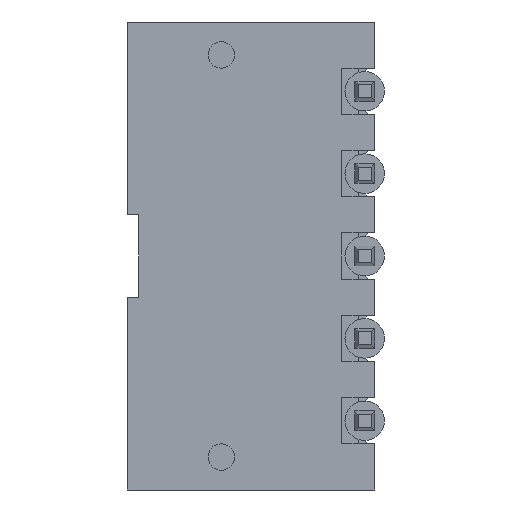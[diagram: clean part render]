
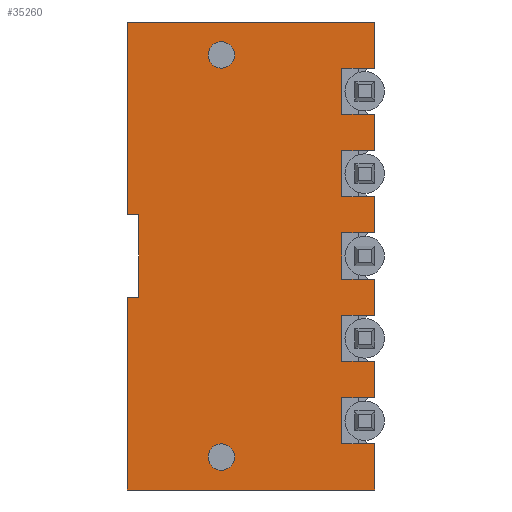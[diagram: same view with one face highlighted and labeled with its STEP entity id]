
A CAD part, front view. The second image highlights one B-rep face of the part: STEP entity #35260.
In plain terms, the highlighted planar face has unit normal (0, -1, 0).
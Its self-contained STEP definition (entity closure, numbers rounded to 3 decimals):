
#120=CARTESIAN_POINT('',(4.461,-17.222,4.75));
#130=VERTEX_POINT('',#120);
#280=CARTESIAN_POINT('',(3.461,-17.222,4.75));
#290=VERTEX_POINT('',#280);
#320=CARTESIAN_POINT('',(-3.039,-17.222,4.75));
#330=DIRECTION('',(1.,0.,0.));
#340=VECTOR('',#330,1.);
#350=LINE('',#320,#340);
#360=EDGE_CURVE('',#290,#130,#350,.T.);
#1000=CARTESIAN_POINT('',(4.461,-17.222,0.466));
#1010=DIRECTION('',(0.,0.,-1.));
#1020=VECTOR('',#1010,1.);
#1030=LINE('',#1000,#1020);
#1040=CARTESIAN_POINT('',(4.461,-17.222,6.15));
#1050=VERTEX_POINT('',#1040);
#1060=EDGE_CURVE('',#1050,#130,#1030,.T.);
#6800=CARTESIAN_POINT('',(3.461,-17.222,-6.65));
#6810=VERTEX_POINT('',#6800);
#6840=CARTESIAN_POINT('',(3.461,-17.222,-7.034));
#6850=DIRECTION('',(0.,0.,1.));
#6860=VECTOR('',#6850,1.);
#6870=LINE('',#6840,#6860);
#6880=CARTESIAN_POINT('',(3.461,-17.222,-5.25));
#6890=VERTEX_POINT('',#6880);
#6900=EDGE_CURVE('',#6810,#6890,#6870,.T.);
#7120=CARTESIAN_POINT('',(3.461,-17.222,-4.15));
#7130=VERTEX_POINT('',#7120);
#7160=CARTESIAN_POINT('',(3.461,-17.222,-4.534));
#7170=DIRECTION('',(0.,0.,1.));
#7180=VECTOR('',#7170,1.);
#7190=LINE('',#7160,#7180);
#7200=CARTESIAN_POINT('',(3.461,-17.222,-2.75));
#7210=VERTEX_POINT('',#7200);
#7220=EDGE_CURVE('',#7130,#7210,#7190,.T.);
#7440=CARTESIAN_POINT('',(3.461,-17.222,-1.65));
#7450=VERTEX_POINT('',#7440);
#7480=CARTESIAN_POINT('',(3.461,-17.222,-2.034));
#7490=DIRECTION('',(0.,0.,1.));
#7500=VECTOR('',#7490,1.);
#7510=LINE('',#7480,#7500);
#7520=CARTESIAN_POINT('',(3.461,-17.222,-0.25));
#7530=VERTEX_POINT('',#7520);
#7540=EDGE_CURVE('',#7450,#7530,#7510,.T.);
#7760=CARTESIAN_POINT('',(3.461,-17.222,0.85));
#7770=VERTEX_POINT('',#7760);
#7800=CARTESIAN_POINT('',(3.461,-17.222,0.466));
#7810=DIRECTION('',(0.,0.,1.));
#7820=VECTOR('',#7810,1.);
#7830=LINE('',#7800,#7820);
#7840=CARTESIAN_POINT('',(3.461,-17.222,2.25));
#7850=VERTEX_POINT('',#7840);
#7860=EDGE_CURVE('',#7770,#7850,#7830,.T.);
#8080=CARTESIAN_POINT('',(3.461,-17.222,3.35));
#8090=VERTEX_POINT('',#8080);
#8120=CARTESIAN_POINT('',(3.461,-17.222,0.466));
#8130=DIRECTION('',(0.,0.,1.));
#8140=VECTOR('',#8130,1.);
#8150=LINE('',#8120,#8140);
#8160=EDGE_CURVE('',#8090,#290,#8150,.T.);
#13900=CARTESIAN_POINT('',(-3.039,-17.222,6.15));
#13910=VERTEX_POINT('',#13900);
#14150=CARTESIAN_POINT('',(-3.039,-17.222,6.15));
#14160=DIRECTION('',(1.,0.,0.));
#14170=VECTOR('',#14160,1.);
#14180=LINE('',#14150,#14170);
#14190=EDGE_CURVE('',#13910,#1050,#14180,.T.);
#17200=CARTESIAN_POINT('',(-3.039,-17.222,0.466));
#17210=DIRECTION('',(0.,0.,1.));
#17220=VECTOR('',#17210,1.);
#17230=LINE('',#17200,#17220);
#17240=CARTESIAN_POINT('',(-3.039,-17.222,0.3));
#17250=VERTEX_POINT('',#17240);
#17260=EDGE_CURVE('',#17250,#13910,#17230,.T.);
#33380=CARTESIAN_POINT('',(-1.148,-17.222,
-12.087));
#33390=DIRECTION('',(0.,-1.,0.));
#33400=DIRECTION('',(1.,0.,0.));
#33410=AXIS2_PLACEMENT_3D('',#33380,#33390,#33400);
#33420=PLANE('',#33410);
#33430=CARTESIAN_POINT('',(-0.189,-17.222,5.15));
#33440=DIRECTION('',(0.,-1.,0.));
#33450=DIRECTION('',(0.,0.,1.));
#33460=AXIS2_PLACEMENT_3D('',#33430,#33440,#33450);
#33470=CIRCLE('',#33460,0.4);
#33480=CARTESIAN_POINT('',(-0.189,-17.222,5.55));
#33490=VERTEX_POINT('',#33480);
#33500=CARTESIAN_POINT('',(-0.189,-17.222,4.75));
#33510=VERTEX_POINT('',#33500);
#33520=EDGE_CURVE('',#33490,#33510,#33470,.T.);
#33530=ORIENTED_EDGE('',*,*,#33520,.F.);
#33540=EDGE_CURVE('',#33510,#33490,#33470,.T.);
#33550=ORIENTED_EDGE('',*,*,#33540,.F.);
#33560=EDGE_LOOP('',(#33550,#33530));
#33570=FACE_BOUND('',#33560,.T.);
#33580=CARTESIAN_POINT('',(-0.189,-17.222,-7.05));
#33590=DIRECTION('',(0.,-1.,0.));
#33600=DIRECTION('',(0.,0.,1.));
#33610=AXIS2_PLACEMENT_3D('',#33580,#33590,#33600);
#33620=CIRCLE('',#33610,0.4);
#33630=CARTESIAN_POINT('',(-0.189,-17.222,-6.65));
#33640=VERTEX_POINT('',#33630);
#33650=CARTESIAN_POINT('',(-0.189,-17.222,-7.45));
#33660=VERTEX_POINT('',#33650);
#33670=EDGE_CURVE('',#33640,#33660,#33620,.T.);
#33680=ORIENTED_EDGE('',*,*,#33670,.F.);
#33690=EDGE_CURVE('',#33660,#33640,#33620,.T.);
#33700=ORIENTED_EDGE('',*,*,#33690,.F.);
#33710=EDGE_LOOP('',(#33700,#33680));
#33720=FACE_BOUND('',#33710,.T.);
#33730=ORIENTED_EDGE('',*,*,#17260,.F.);
#33740=ORIENTED_EDGE('',*,*,#14190,.F.);
#33750=ORIENTED_EDGE('',*,*,#1060,.F.);
#33760=ORIENTED_EDGE('',*,*,#360,.T.);
#33770=ORIENTED_EDGE('',*,*,#8160,.T.);
#33780=CARTESIAN_POINT('',(-3.039,-17.222,3.35));
#33790=DIRECTION('',(-1.,0.,0.));
#33800=VECTOR('',#33790,1.);
#33810=LINE('',#33780,#33800);
#33820=CARTESIAN_POINT('',(4.461,-17.222,3.35));
#33830=VERTEX_POINT('',#33820);
#33840=EDGE_CURVE('',#33830,#8090,#33810,.T.);
#33850=ORIENTED_EDGE('',*,*,#33840,.T.);
#33860=CARTESIAN_POINT('',(4.461,-17.222,0.466));
#33870=DIRECTION('',(0.,0.,-1.));
#33880=VECTOR('',#33870,1.);
#33890=LINE('',#33860,#33880);
#33900=CARTESIAN_POINT('',(4.461,-17.222,2.25));
#33910=VERTEX_POINT('',#33900);
#33920=EDGE_CURVE('',#33830,#33910,#33890,.T.);
#33930=ORIENTED_EDGE('',*,*,#33920,.F.);
#33940=CARTESIAN_POINT('',(-3.039,-17.222,2.25));
#33950=DIRECTION('',(1.,0.,0.));
#33960=VECTOR('',#33950,1.);
#33970=LINE('',#33940,#33960);
#33980=EDGE_CURVE('',#7850,#33910,#33970,.T.);
#33990=ORIENTED_EDGE('',*,*,#33980,.T.);
#34000=ORIENTED_EDGE('',*,*,#7860,.T.);
#34010=CARTESIAN_POINT('',(-3.039,-17.222,0.85));
#34020=DIRECTION('',(-1.,0.,0.));
#34030=VECTOR('',#34020,1.);
#34040=LINE('',#34010,#34030);
#34050=CARTESIAN_POINT('',(4.461,-17.222,0.85));
#34060=VERTEX_POINT('',#34050);
#34070=EDGE_CURVE('',#34060,#7770,#34040,.T.);
#34080=ORIENTED_EDGE('',*,*,#34070,.T.);
#34090=CARTESIAN_POINT('',(4.461,-17.222,-2.034));
#34100=DIRECTION('',(0.,0.,-1.));
#34110=VECTOR('',#34100,1.);
#34120=LINE('',#34090,#34110);
#34130=CARTESIAN_POINT('',(4.461,-17.222,-0.25));
#34140=VERTEX_POINT('',#34130);
#34150=EDGE_CURVE('',#34060,#34140,#34120,.T.);
#34160=ORIENTED_EDGE('',*,*,#34150,.F.);
#34170=CARTESIAN_POINT('',(-3.039,-17.222,-0.25));
#34180=DIRECTION('',(1.,0.,0.));
#34190=VECTOR('',#34180,1.);
#34200=LINE('',#34170,#34190);
#34210=EDGE_CURVE('',#7530,#34140,#34200,.T.);
#34220=ORIENTED_EDGE('',*,*,#34210,.T.);
#34230=ORIENTED_EDGE('',*,*,#7540,.T.);
#34240=CARTESIAN_POINT('',(-3.039,-17.222,-1.65));
#34250=DIRECTION('',(-1.,0.,0.));
#34260=VECTOR('',#34250,1.);
#34270=LINE('',#34240,#34260);
#34280=CARTESIAN_POINT('',(4.461,-17.222,-1.65));
#34290=VERTEX_POINT('',#34280);
#34300=EDGE_CURVE('',#34290,#7450,#34270,.T.);
#34310=ORIENTED_EDGE('',*,*,#34300,.T.);
#34320=CARTESIAN_POINT('',(4.461,-17.222,-4.534));
#34330=DIRECTION('',(0.,0.,-1.));
#34340=VECTOR('',#34330,1.);
#34350=LINE('',#34320,#34340);
#34360=CARTESIAN_POINT('',(4.461,-17.222,-2.75));
#34370=VERTEX_POINT('',#34360);
#34380=EDGE_CURVE('',#34290,#34370,#34350,.T.);
#34390=ORIENTED_EDGE('',*,*,#34380,.F.);
#34400=CARTESIAN_POINT('',(-3.039,-17.222,-2.75));
#34410=DIRECTION('',(1.,0.,0.));
#34420=VECTOR('',#34410,1.);
#34430=LINE('',#34400,#34420);
#34440=EDGE_CURVE('',#7210,#34370,#34430,.T.);
#34450=ORIENTED_EDGE('',*,*,#34440,.T.);
#34460=ORIENTED_EDGE('',*,*,#7220,.T.);
#34470=CARTESIAN_POINT('',(-3.039,-17.222,-4.15));
#34480=DIRECTION('',(-1.,0.,0.));
#34490=VECTOR('',#34480,1.);
#34500=LINE('',#34470,#34490);
#34510=CARTESIAN_POINT('',(4.461,-17.222,-4.15));
#34520=VERTEX_POINT('',#34510);
#34530=EDGE_CURVE('',#34520,#7130,#34500,.T.);
#34540=ORIENTED_EDGE('',*,*,#34530,.T.);
#34550=CARTESIAN_POINT('',(4.461,-17.222,-7.034));
#34560=DIRECTION('',(0.,0.,-1.));
#34570=VECTOR('',#34560,1.);
#34580=LINE('',#34550,#34570);
#34590=CARTESIAN_POINT('',(4.461,-17.222,-5.25));
#34600=VERTEX_POINT('',#34590);
#34610=EDGE_CURVE('',#34520,#34600,#34580,.T.);
#34620=ORIENTED_EDGE('',*,*,#34610,.F.);
#34630=CARTESIAN_POINT('',(-3.039,-17.222,-5.25));
#34640=DIRECTION('',(1.,0.,0.));
#34650=VECTOR('',#34640,1.);
#34660=LINE('',#34630,#34650);
#34670=EDGE_CURVE('',#6890,#34600,#34660,.T.);
#34680=ORIENTED_EDGE('',*,*,#34670,.T.);
#34690=ORIENTED_EDGE('',*,*,#6900,.T.);
#34700=CARTESIAN_POINT('',(-3.039,-17.222,-6.65));
#34710=DIRECTION('',(-1.,0.,0.));
#34720=VECTOR('',#34710,1.);
#34730=LINE('',#34700,#34720);
#34740=CARTESIAN_POINT('',(4.461,-17.222,-6.65));
#34750=VERTEX_POINT('',#34740);
#34760=EDGE_CURVE('',#34750,#6810,#34730,.T.);
#34770=ORIENTED_EDGE('',*,*,#34760,.T.);
#34780=CARTESIAN_POINT('',(4.461,-17.222,-7.034));
#34790=DIRECTION('',(0.,0.,-1.));
#34800=VECTOR('',#34790,1.);
#34810=LINE('',#34780,#34800);
#34820=CARTESIAN_POINT('',(4.461,-17.222,-8.05));
#34830=VERTEX_POINT('',#34820);
#34840=EDGE_CURVE('',#34750,#34830,#34810,.T.);
#34850=ORIENTED_EDGE('',*,*,#34840,.F.);
#34860=CARTESIAN_POINT('',(-3.039,-17.222,-8.05));
#34870=DIRECTION('',(-1.,0.,0.));
#34880=VECTOR('',#34870,1.);
#34890=LINE('',#34860,#34880);
#34900=CARTESIAN_POINT('',(-3.039,-17.222,-8.05));
#34910=VERTEX_POINT('',#34900);
#34920=EDGE_CURVE('',#34830,#34910,#34890,.T.);
#34930=ORIENTED_EDGE('',*,*,#34920,.F.);
#34940=CARTESIAN_POINT('',(-3.039,-17.222,0.466));
#34950=DIRECTION('',(0.,0.,1.));
#34960=VECTOR('',#34950,1.);
#34970=LINE('',#34940,#34960);
#34980=CARTESIAN_POINT('',(-3.039,-17.222,-2.2));
#34990=VERTEX_POINT('',#34980);
#35000=EDGE_CURVE('',#34910,#34990,#34970,.T.);
#35010=ORIENTED_EDGE('',*,*,#35000,.F.);
#35020=CARTESIAN_POINT('',(-3.039,-17.222,-2.2));
#35030=DIRECTION('',(1.,0.,0.));
#35040=VECTOR('',#35030,1.);
#35050=LINE('',#35020,#35040);
#35060=CARTESIAN_POINT('',(-2.689,-17.222,-2.2));
#35070=VERTEX_POINT('',#35060);
#35080=EDGE_CURVE('',#34990,#35070,#35050,.T.);
#35090=ORIENTED_EDGE('',*,*,#35080,.F.);
#35100=CARTESIAN_POINT('',(-2.689,-17.222,0.466));
#35110=DIRECTION('',(-0.,-0.,-1.));
#35120=VECTOR('',#35110,1.);
#35130=LINE('',#35100,#35120);
#35140=CARTESIAN_POINT('',(-2.689,-17.222,0.3));
#35150=VERTEX_POINT('',#35140);
#35160=EDGE_CURVE('',#35150,#35070,#35130,.T.);
#35170=ORIENTED_EDGE('',*,*,#35160,.T.);
#35180=CARTESIAN_POINT('',(-3.039,-17.222,0.3));
#35190=DIRECTION('',(-1.,0.,0.));
#35200=VECTOR('',#35190,1.);
#35210=LINE('',#35180,#35200);
#35220=EDGE_CURVE('',#35150,#17250,#35210,.T.);
#35230=ORIENTED_EDGE('',*,*,#35220,.F.);
#35240=EDGE_LOOP('',(#35230,#35170,#35090,#35010,#34930,#34850,#34770,
#34690,#34680,#34620,#34540,#34460,#34450,#34390,#34310,#34230,#34220,
#34160,#34080,#34000,#33990,#33930,#33850,#33770,#33760,#33750,#33740,
#33730));
#35250=FACE_OUTER_BOUND('',#35240,.T.);
#35260=ADVANCED_FACE('',(#33570,#33720,#35250),#33420,.T.);
